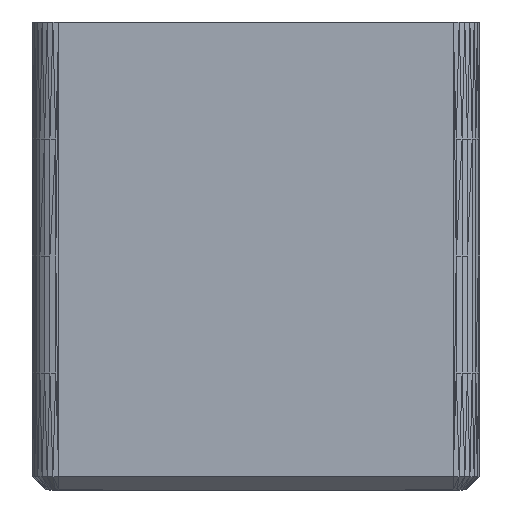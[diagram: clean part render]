
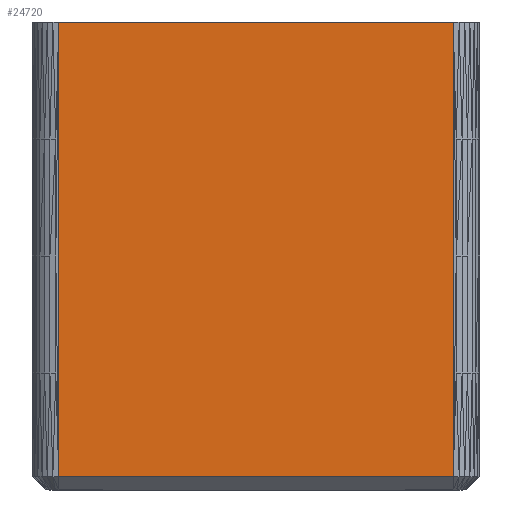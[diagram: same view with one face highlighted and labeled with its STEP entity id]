
A CAD part, front view. The second image highlights one B-rep face of the part: STEP entity #24720.
In plain terms, the highlighted planar face has unit normal (0, -1, 0).
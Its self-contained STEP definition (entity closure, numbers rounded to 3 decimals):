
#11460 = VERTEX_POINT('',#11461);
#11461 = CARTESIAN_POINT('',(-19.5,-15.45,16.45));
#11560 = EDGE_CURVE('',#11561,#11563,#11565,.T.);
#11561 = VERTEX_POINT('',#11562);
#11562 = CARTESIAN_POINT('',(-49.,-15.45,50.45));
#11563 = VERTEX_POINT('',#11564);
#11564 = CARTESIAN_POINT('',(-49.,-15.45,16.45));
#11565 = LINE('',#11566,#11567);
#11566 = CARTESIAN_POINT('',(-49.,-15.45,50.45));
#11567 = VECTOR('',#11568,1.);
#11568 = DIRECTION('',(0.,0.,-1.));
#12822 = VERTEX_POINT('',#12823);
#12823 = CARTESIAN_POINT('',(-19.5,-15.45,50.45));
#13888 = EDGE_CURVE('',#12822,#11460,#13889,.T.);
#13889 = LINE('',#13890,#13891);
#13890 = CARTESIAN_POINT('',(-19.5,-15.45,50.45));
#13891 = VECTOR('',#13892,1.);
#13892 = DIRECTION('',(0.,0.,-1.));
#14228 = EDGE_CURVE('',#11561,#12822,#14229,.T.);
#14229 = LINE('',#14230,#14231);
#14230 = CARTESIAN_POINT('',(-49.,-15.45,50.45));
#14231 = VECTOR('',#14232,1.);
#14232 = DIRECTION('',(1.,0.,0.));
#24707 = EDGE_CURVE('',#11460,#11563,#24708,.T.);
#24708 = LINE('',#24709,#24710);
#24709 = CARTESIAN_POINT('',(-19.5,-15.45,16.45));
#24710 = VECTOR('',#24711,1.);
#24711 = DIRECTION('',(-1.,0.,0.));
#24720 = ADVANCED_FACE('',(#24721),#24727,.T.);
#24721 = FACE_BOUND('',#24722,.T.);
#24722 = EDGE_LOOP('',(#24723,#24724,#24725,#24726));
#24723 = ORIENTED_EDGE('',*,*,#11560,.T.);
#24724 = ORIENTED_EDGE('',*,*,#24707,.F.);
#24725 = ORIENTED_EDGE('',*,*,#13888,.F.);
#24726 = ORIENTED_EDGE('',*,*,#14228,.F.);
#24727 = PLANE('',#24728);
#24728 = AXIS2_PLACEMENT_3D('',#24729,#24730,#24731);
#24729 = CARTESIAN_POINT('',(-34.25,-15.45,33.45));
#24730 = DIRECTION('',(0.,-1.,0.));
#24731 = DIRECTION('',(0.,0.,-1.));
